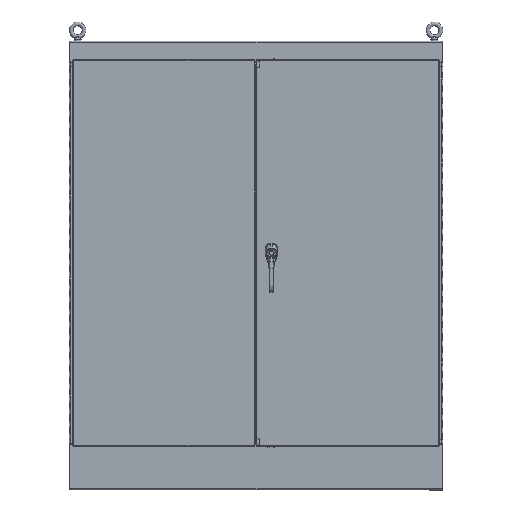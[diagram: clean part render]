
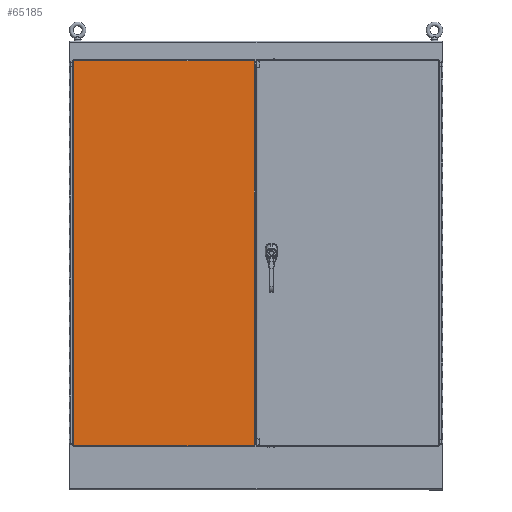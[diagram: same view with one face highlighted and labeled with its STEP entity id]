
A CAD part, top view. The second image highlights one B-rep face of the part: STEP entity #65185.
In plain terms, the highlighted face is planar.
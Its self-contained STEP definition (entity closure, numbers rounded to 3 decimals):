
#11894=PLANE($,#68615);
#13405=FACE_OUTER_BOUND($,#16217,.T.);
#16217=EDGE_LOOP($,(#55050,#55051,#55052,#55053,#55054,#55055,#55056,#55057,
#55058,#55059,#55060,#55061));
#19971=LINE($,#95682,#24980);
#19974=LINE($,#95693,#24983);
#19977=LINE($,#95700,#24986);
#19981=LINE($,#95707,#24990);
#19983=LINE($,#95711,#24992);
#19984=LINE($,#95713,#24993);
#19985=LINE($,#95715,#24994);
#19986=LINE($,#95717,#24995);
#19987=LINE($,#95719,#24996);
#19988=LINE($,#95721,#24997);
#19989=LINE($,#95723,#24998);
#19990=LINE($,#95724,#24999);
#24980=VECTOR($,#77831,60.25);
#24983=VECTOR($,#77846,0.);
#24986=VECTOR($,#77851,0.031);
#24990=VECTOR($,#77857,0.);
#24992=VECTOR($,#77861,0.);
#24993=VECTOR($,#77862,0.);
#24994=VECTOR($,#77863,0.031);
#24995=VECTOR($,#77864,0.844);
#24996=VECTOR($,#77865,29.094);
#24997=VECTOR($,#77866,61.938);
#24998=VECTOR($,#77867,29.094);
#24999=VECTOR($,#77868,0.844);
#33113=VERTEX_POINT($,#95671);
#33114=VERTEX_POINT($,#95681);
#33116=VERTEX_POINT($,#95692);
#33118=VERTEX_POINT($,#95698);
#33119=VERTEX_POINT($,#95699);
#33122=VERTEX_POINT($,#95710);
#33123=VERTEX_POINT($,#95712);
#33124=VERTEX_POINT($,#95714);
#33125=VERTEX_POINT($,#95716);
#33126=VERTEX_POINT($,#95718);
#33127=VERTEX_POINT($,#95720);
#33128=VERTEX_POINT($,#95722);
#42752=EDGE_CURVE($,#33114,#33113,#19971,.T.);
#42757=EDGE_CURVE($,#33116,#33114,#19974,.T.);
#42760=EDGE_CURVE($,#33118,#33119,#19977,.T.);
#42764=EDGE_CURVE($,#33119,#33116,#19981,.T.);
#42766=EDGE_CURVE($,#33113,#33122,#19983,.T.);
#42767=EDGE_CURVE($,#33122,#33123,#19984,.T.);
#42768=EDGE_CURVE($,#33123,#33124,#19985,.T.);
#42769=EDGE_CURVE($,#33124,#33125,#19986,.T.);
#42770=EDGE_CURVE($,#33125,#33126,#19987,.T.);
#42771=EDGE_CURVE($,#33126,#33127,#19988,.T.);
#42772=EDGE_CURVE($,#33127,#33128,#19989,.T.);
#42773=EDGE_CURVE($,#33128,#33118,#19990,.T.);
#55050=ORIENTED_EDGE($,*,*,#42760,.T.);
#55051=ORIENTED_EDGE($,*,*,#42764,.T.);
#55052=ORIENTED_EDGE($,*,*,#42757,.T.);
#55053=ORIENTED_EDGE($,*,*,#42752,.T.);
#55054=ORIENTED_EDGE($,*,*,#42766,.T.);
#55055=ORIENTED_EDGE($,*,*,#42767,.T.);
#55056=ORIENTED_EDGE($,*,*,#42768,.T.);
#55057=ORIENTED_EDGE($,*,*,#42769,.T.);
#55058=ORIENTED_EDGE($,*,*,#42770,.T.);
#55059=ORIENTED_EDGE($,*,*,#42771,.T.);
#55060=ORIENTED_EDGE($,*,*,#42772,.T.);
#55061=ORIENTED_EDGE($,*,*,#42773,.T.);
#65185=ADVANCED_FACE($,(#13405),#11894,.F.);
#68615=AXIS2_PLACEMENT_3D($,#95709,#77859,#77860);
#77831=DIRECTION($,(0.,-1.,0.));
#77846=DIRECTION($,(1.,0.,0.));
#77851=DIRECTION($,(-1.,0.,0.));
#77857=DIRECTION($,(0.,-1.,0.));
#77859=DIRECTION('center_axis',(0.,0.,1.));
#77860=DIRECTION('ref_axis',(1.,0.,0.));
#77861=DIRECTION($,(-1.,0.,0.));
#77862=DIRECTION($,(0.,-1.,0.));
#77863=DIRECTION($,(1.,0.,0.));
#77864=DIRECTION($,(0.,-1.,0.));
#77865=DIRECTION($,(-1.,0.,0.));
#77866=DIRECTION($,(0.,1.,0.));
#77867=DIRECTION($,(1.,0.,0.));
#77868=DIRECTION($,(0.,-1.,0.));
#95671=CARTESIAN_POINT('',(14.594,-30.125,0.));
#95681=CARTESIAN_POINT('',(14.594,30.125,0.));
#95682=CARTESIAN_POINT($,(14.594,15.063,0.));
#95692=CARTESIAN_POINT('',(14.594,30.125,0.));
#95693=CARTESIAN_POINT($,(7.297,30.125,0.));
#95698=CARTESIAN_POINT('',(14.625,30.125,0.));
#95699=CARTESIAN_POINT('',(14.594,30.125,0.));
#95700=CARTESIAN_POINT($,(7.313,30.125,0.));
#95707=CARTESIAN_POINT($,(14.594,15.063,0.));
#95709=CARTESIAN_POINT('Origin',(0.,0.,0.));
#95710=CARTESIAN_POINT('',(14.594,-30.125,0.));
#95711=CARTESIAN_POINT($,(7.313,-30.125,0.));
#95712=CARTESIAN_POINT('',(14.594,-30.125,0.));
#95713=CARTESIAN_POINT($,(14.594,-15.063,0.));
#95714=CARTESIAN_POINT('',(14.625,-30.125,0.));
#95715=CARTESIAN_POINT($,(7.297,-30.125,0.));
#95716=CARTESIAN_POINT('',(14.625,-30.969,0.));
#95717=CARTESIAN_POINT($,(14.625,31.125,0.));
#95718=CARTESIAN_POINT('',(-14.469,-30.969,0.));
#95719=CARTESIAN_POINT($,(7.313,-30.969,0.));
#95720=CARTESIAN_POINT('',(-14.469,30.969,0.));
#95721=CARTESIAN_POINT($,(-14.469,-15.484,0.));
#95722=CARTESIAN_POINT('',(14.625,30.969,0.));
#95723=CARTESIAN_POINT($,(-7.313,30.969,0.));
#95724=CARTESIAN_POINT($,(14.625,31.125,0.));
